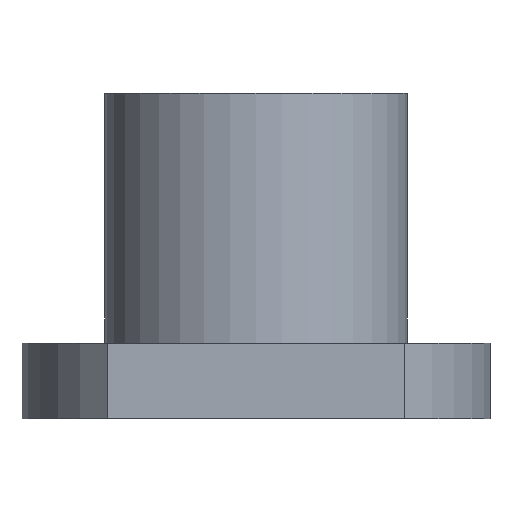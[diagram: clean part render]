
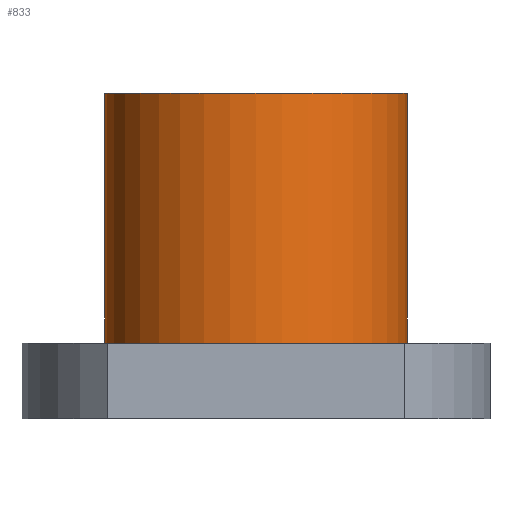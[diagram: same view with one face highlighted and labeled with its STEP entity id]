
A CAD part, front view. The second image highlights one B-rep face of the part: STEP entity #833.
In plain terms, the highlighted cylindrical face has radius 20 mm (diameter 40 mm), a partial arc.
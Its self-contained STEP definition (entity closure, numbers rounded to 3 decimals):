
#222=DIRECTION('',(0.,0.,1.));
#223=VECTOR('',#222,33.);
#224=CARTESIAN_POINT('',(20.,0.,10.));
#225=LINE('',#224,#223);
#226=CARTESIAN_POINT('',(0.,0.,10.));
#227=DIRECTION('',(0.,0.,1.));
#228=DIRECTION('',(-1.,0.,0.));
#229=AXIS2_PLACEMENT_3D('',#226,#227,#228);
#231=DIRECTION('',(0.,0.,1.));
#232=VECTOR('',#231,33.);
#233=CARTESIAN_POINT('',(-20.,0.,10.));
#234=LINE('',#233,#232);
#240=CARTESIAN_POINT('',(0.,0.,43.));
#241=DIRECTION('',(0.,0.,1.));
#242=DIRECTION('',(-1.,0.,0.));
#243=AXIS2_PLACEMENT_3D('',#240,#241,#242);
#515=CARTESIAN_POINT('',(20.,0.,43.));
#516=CARTESIAN_POINT('',(-20.,0.,43.));
#517=VERTEX_POINT('',#515);
#518=VERTEX_POINT('',#516);
#519=CARTESIAN_POINT('',(20.,0.,10.));
#520=CARTESIAN_POINT('',(-20.,0.,10.));
#521=VERTEX_POINT('',#519);
#522=VERTEX_POINT('',#520);
#821=CARTESIAN_POINT('',(0.,0.,0.));
#822=DIRECTION('',(0.,0.,1.));
#823=DIRECTION('',(1.,0.,0.));
#824=AXIS2_PLACEMENT_3D('',#821,#822,#823);
#825=CYLINDRICAL_SURFACE('',#824,20.);
#826=ORIENTED_EDGE('',*,*,#765,.F.);
#827=ORIENTED_EDGE('',*,*,#816,.T.);
#829=ORIENTED_EDGE('',*,*,#828,.T.);
#830=ORIENTED_EDGE('',*,*,#812,.F.);
#831=EDGE_LOOP('',(#826,#827,#829,#830));
#832=FACE_OUTER_BOUND('',#831,.F.);
#230=CIRCLE('',#229,20.);
#244=CIRCLE('',#243,20.);
#765=EDGE_CURVE('',#522,#521,#230,.T.);
#812=EDGE_CURVE('',#521,#517,#225,.T.);
#816=EDGE_CURVE('',#522,#518,#234,.T.);
#828=EDGE_CURVE('',#518,#517,#244,.T.);
#833=ADVANCED_FACE('',(#832),#825,.T.);
